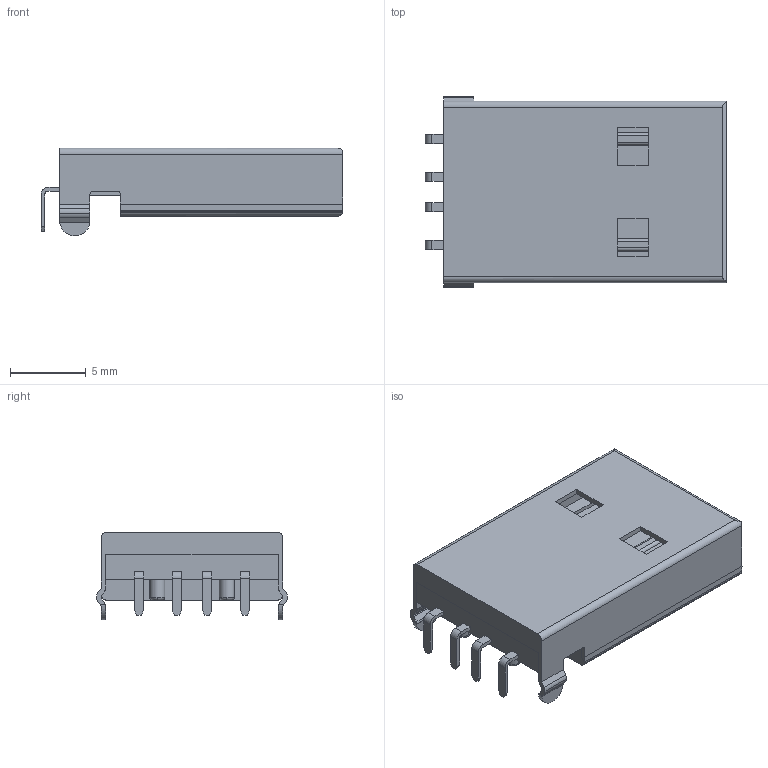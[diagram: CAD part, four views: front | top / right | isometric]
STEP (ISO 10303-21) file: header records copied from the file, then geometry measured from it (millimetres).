
FILE_DESCRIPTION(('FreeCAD Model'),'2;1');
FILE_NAME('usb_A_male_tht.step','2017-01-17T15:58:42',( 'Author'),(''),'Open CASCADE STEP processor 6.8','FreeCAD','Unknown' );
FILE_SCHEMA(('AUTOMOTIVE_DESIGN_CC2 { 1 2 10303 214 -1 1 5 4 }'));
Length unit declared in the file: millimetre
Products named in the file (2): ASSEMBLY; usb_A_male_tht
Assembly tree (1 placements, depth 2):
  ASSEMBLY
    usb_A_male_tht
Bounding box: 19.93 x 12.61 x 5.8 mm (x, y, z)
Volume: 593.4 mm3; surface area: 1162.2 mm2
Topology: 1 solids, 1 shells, 185 faces, 520 edges, 346 vertices
Faces by surface type: plane 117, cylinder 64, torus 4
Entity records: 21071 total; most frequent: CARTESIAN_POINT 9945, DIRECTION 1690, ORIENTED_EDGE 1040, PCURVE 1040, DEFINITIONAL_REPRESENTATION 1040, LINE 962, VECTOR 962, EDGE_CURVE 520
